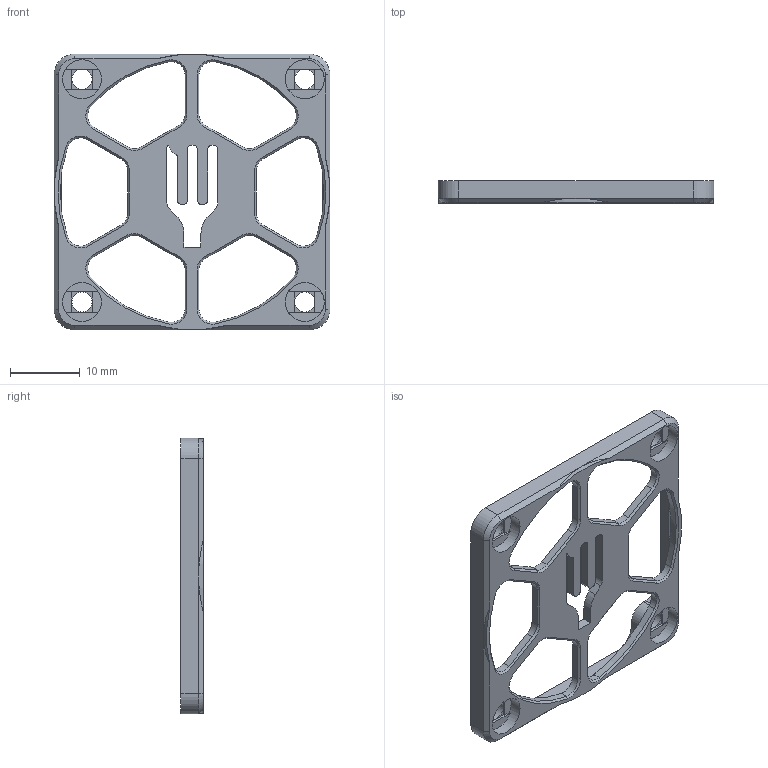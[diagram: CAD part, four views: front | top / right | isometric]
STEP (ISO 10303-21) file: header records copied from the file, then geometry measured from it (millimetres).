
FILE_DESCRIPTION(/* description */ (''),/* implementation_level */ '2;1');
FILE_NAME(/* name */ 'Salad_Fork_Fan_Cover_TridentStyle.step',/* time_stamp */ '2023-12-23T21:27:11-07:00',/* author */ (''),/* organization */ (''),/* preprocessor_version */ 'ST-DEVELOPER v20',/* originating_system */ 'Autodesk Translation Framework v12.14.0.127',/* authorisation */ '');
FILE_SCHEMA (('AUTOMOTIVE_DESIGN { 1 0 10303 214 3 1 1 }'));
Length unit declared in the file: millimetre
Products named in the file (2): Untitled; 40mm_Fan_Blank_Insert
Assembly tree (1 placements, depth 2):
  Untitled
    40mm_Fan_Blank_Insert
Bounding box: 39.61 x 3.2 x 39.61 mm (x, y, z)
Volume: 1368.4 mm3; surface area: 2779.8 mm2
Topology: 1 solids, 1 shells, 238 faces, 631 edges, 394 vertices
Faces by surface type: plane 130, cylinder 74, cone 34
Full cylindrical faces by diameter (mm): 2.9 x4, 5.6 x4
Entity records: 7441 total; most frequent: DIRECTION 1335, CARTESIAN_POINT 1266, ORIENTED_EDGE 1262, EDGE_CURVE 631, AXIS2_PLACEMENT_3D 463, LINE 409, VECTOR 409, VERTEX_POINT 394
